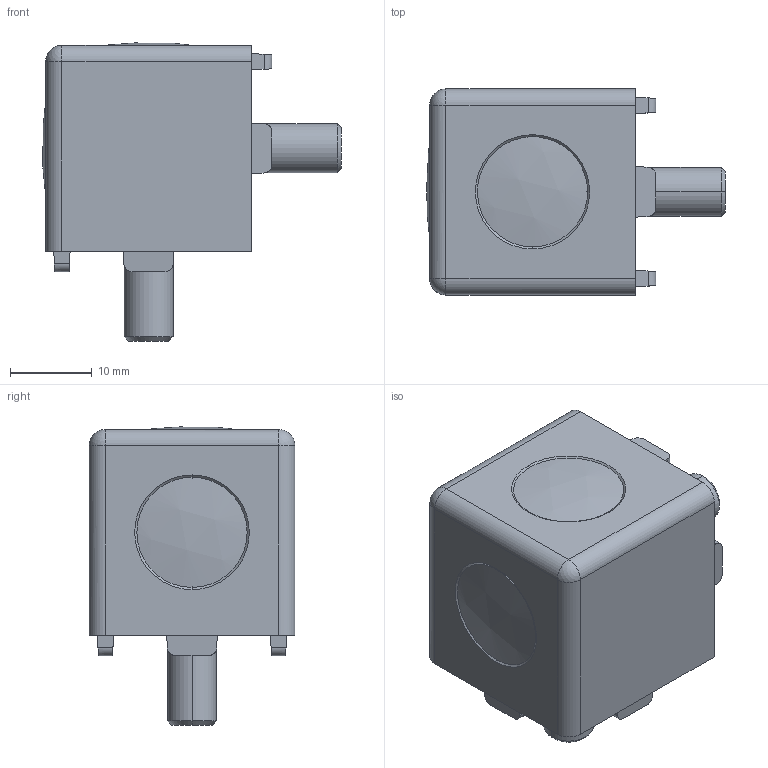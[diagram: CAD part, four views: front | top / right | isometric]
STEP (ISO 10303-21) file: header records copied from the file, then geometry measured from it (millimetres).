
FILE_DESCRIPTION (( 'STEP AP214' ), '1' );
FILE_NAME ('093WW251N06S01.STEP', '2014-08-28T10:46:23', ( '' ), ( '' ), 'SwSTEP 2.0', 'SolidWorks 2014', '' );
FILE_SCHEMA (( 'AUTOMOTIVE_DESIGN' ));
Length unit declared in the file: millimetre
Products named in the file (1): 093WW251N06S01
Bounding box: 36.55 x 25.2 x 36.5 mm (x, y, z)
Volume: 12789.7 mm3; surface area: 7685.2 mm2
Topology: 5 solids, 5 shells, 306 faces, 760 edges, 474 vertices
Faces by surface type: plane 104, cylinder 98, sphere 38, torus 37, cone 29
Entity records: 13428 total; most frequent: CARTESIAN_POINT 2815, DIRECTION 1541, ORIENTED_EDGE 1496, EDGE_CURVE 748, AXIS2_PLACEMENT_3D 599, VERTEX_POINT 466, LINE 343, VECTOR 343
